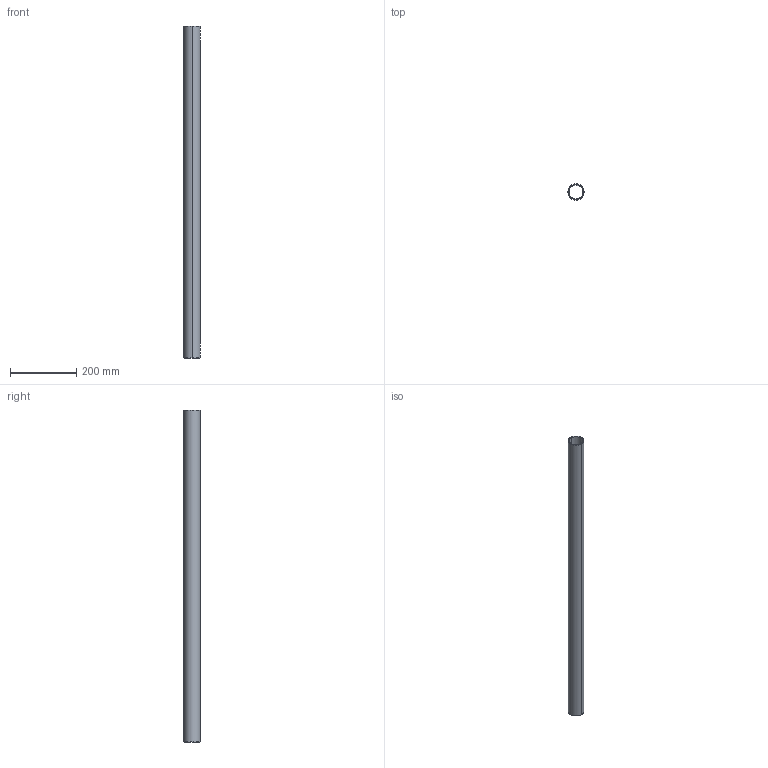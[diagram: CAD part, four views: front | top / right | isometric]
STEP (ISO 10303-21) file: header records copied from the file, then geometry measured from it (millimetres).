
FILE_DESCRIPTION (( 'STEP AP214' ), '1' );
FILE_NAME ('57010010.STEP', '2018-11-09T10:39:51', ( 'Macha' ), ( 'Hewlett-Packard Company' ), 'SwSTEP 2.0', 'SolidWorks 2018', '' );
FILE_SCHEMA (( 'AUTOMOTIVE_DESIGN' ));
Length unit declared in the file: millimetre
Products named in the file (1): 57010010
Bounding box: 48.3 x 48.3 x 1000 mm (x, y, z)
Volume: 452748.5 mm3; surface area: 283962 mm2
Topology: 1 solids, 1 shells, 22 faces, 52 edges, 32 vertices
Faces by surface type: cylinder 12, cone 8, plane 2
Entity records: 1178 total; most frequent: CARTESIAN_POINT 635, ORIENTED_EDGE 104, DIRECTION 98, EDGE_CURVE 52, AXIS2_PLACEMENT_3D 39, VERTEX_POINT 32, EDGE_LOOP 32, ADVANCED_FACE 22
